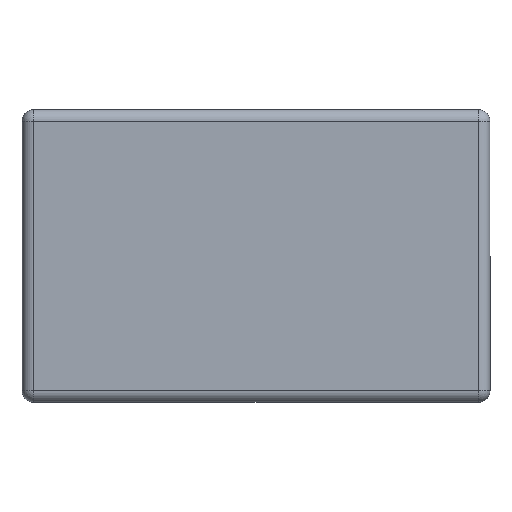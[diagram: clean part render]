
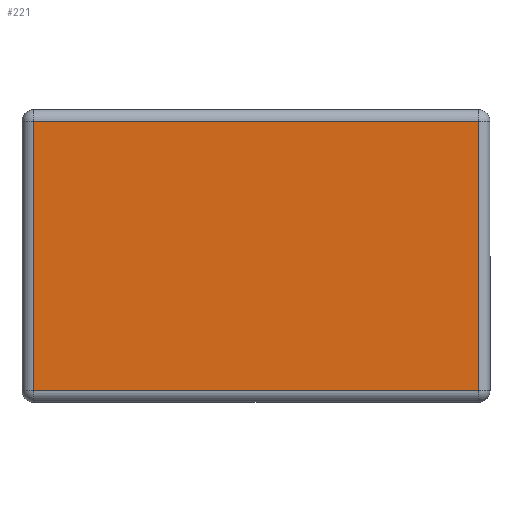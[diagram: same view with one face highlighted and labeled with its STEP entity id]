
A CAD part, front view. The second image highlights one B-rep face of the part: STEP entity #221.
In plain terms, the highlighted planar face has unit normal (0, -1, 0).
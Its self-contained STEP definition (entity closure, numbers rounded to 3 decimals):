
#50 = DIRECTION ( 'NONE',  ( 0., 0., 1. ) ) ;
#57 = LINE ( 'NONE', #464, #264 ) ;
#75 = DIRECTION ( 'NONE',  ( 0., 0., -1. ) ) ;
#103 = CARTESIAN_POINT ( 'NONE',  ( 3.8, 0., 2.5 ) ) ;
#102 = CARTESIAN_POINT ( 'NONE',  ( 3.8, 0., -2.3 ) ) ;
#148 = LINE ( 'NONE', #187, #425 ) ;
#170 = DIRECTION ( 'NONE',  ( 0., 0., -1. ) ) ;
#178 = DIRECTION ( 'NONE',  ( 0., -1., 0. ) ) ;
#186 = CARTESIAN_POINT ( 'NONE',  ( 0., 0., 0. ) ) ;
#187 = CARTESIAN_POINT ( 'NONE',  ( -3.8, 0., -2.5 ) ) ;
#189 = ORIENTED_EDGE ( 'NONE', *, *, #521, .T. ) ;
#221 = ADVANCED_FACE ( 'NONE', ( #407 ), #677, .T. ) ;
#225 = EDGE_CURVE ( 'NONE', #531, #634, #57, .T. ) ;
#258 = VECTOR ( 'NONE', #50, 1000. ) ;
#261 = EDGE_CURVE ( 'NONE', #525, #612, #361, .T. ) ;
#264 = VECTOR ( 'NONE', #473, 1000. ) ;
#305 = LINE ( 'NONE', #103, #258 ) ;
#312 = DIRECTION ( 'NONE',  ( -1., 0., 0. ) ) ;
#318 = ORIENTED_EDGE ( 'NONE', *, *, #261, .T. ) ;
#319 = VECTOR ( 'NONE', #312, 1000. ) ;
#350 = EDGE_CURVE ( 'NONE', #612, #531, #148, .T. ) ;
#361 = LINE ( 'NONE', #610, #319 ) ;
#377 = ORIENTED_EDGE ( 'NONE', *, *, #350, .T. ) ;
#386 = AXIS2_PLACEMENT_3D ( 'NONE', #186, #178, #170 ) ;
#398 = CARTESIAN_POINT ( 'NONE',  ( -3.8, 0., -2.3 ) ) ;
#407 = FACE_OUTER_BOUND ( 'NONE', #412, .T. ) ;
#412 = EDGE_LOOP ( 'NONE', ( #318, #377, #493, #189 ) ) ;
#425 = VECTOR ( 'NONE', #75, 1000. ) ;
#464 = CARTESIAN_POINT ( 'NONE',  ( 4., 0., -2.3 ) ) ;
#473 = DIRECTION ( 'NONE',  ( 1., 0., 0. ) ) ;
#487 = CARTESIAN_POINT ( 'NONE',  ( -3.8, 0., 2.3 ) ) ;
#490 = CARTESIAN_POINT ( 'NONE',  ( 3.8, 0., 2.3 ) ) ;
#493 = ORIENTED_EDGE ( 'NONE', *, *, #225, .T. ) ;
#521 = EDGE_CURVE ( 'NONE', #634, #525, #305, .T. ) ;
#525 = VERTEX_POINT ( 'NONE', #490 ) ;
#531 = VERTEX_POINT ( 'NONE', #398 ) ;
#610 = CARTESIAN_POINT ( 'NONE',  ( -4., 0., 2.3 ) ) ;
#612 = VERTEX_POINT ( 'NONE', #487 ) ;
#634 = VERTEX_POINT ( 'NONE', #102 ) ;
#677 = PLANE ( 'NONE',  #386 ) ;
